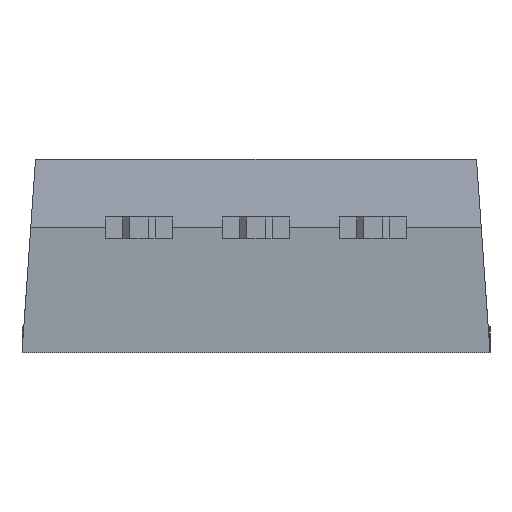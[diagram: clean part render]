
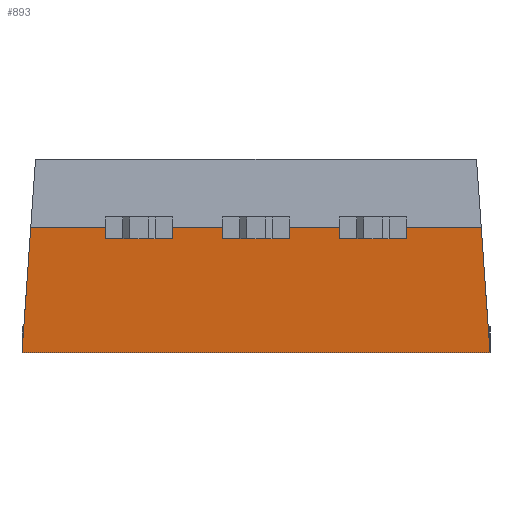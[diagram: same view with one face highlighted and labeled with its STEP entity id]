
A CAD part, front view. The second image highlights one B-rep face of the part: STEP entity #893.
In plain terms, the highlighted planar face has unit normal (0, -0.998, -0.07).
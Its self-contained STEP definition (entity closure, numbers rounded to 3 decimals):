
#3 = CARTESIAN_POINT ( 'NONE',  ( 5.08, 6.54, -2.71 ) ) ;
#205 = CARTESIAN_POINT ( 'NONE',  ( 4.89, 6.35, 0. ) ) ;
#274 = AXIS2_PLACEMENT_3D ( 'NONE', #482, #1790, #1127 ) ;
#482 = CARTESIAN_POINT ( 'NONE',  ( 5.08, 6.319, 0.442 ) ) ;
#549 = VECTOR ( 'NONE', #806, 1000. ) ;
#602 = EDGE_CURVE ( 'NONE', #1342, #955, #1857, .T. ) ;
#688 = DIRECTION ( 'NONE',  ( -0.07, -0.07, 0.995 ) ) ;
#704 = EDGE_CURVE ( 'NONE', #2108, #955, #1479, .T. ) ;
#806 = DIRECTION ( 'NONE',  ( -1., 0., 0. ) ) ;
#818 = PLANE ( 'NONE',  #274 ) ;
#848 = DIRECTION ( 'NONE',  ( -0.07, 0.07, -0.995 ) ) ;
#856 = ORIENTED_EDGE ( 'NONE', *, *, #917, .T. ) ;
#893 = ADVANCED_FACE ( 'NONE', ( #1886 ), #818, .T. ) ;
#917 = EDGE_CURVE ( 'NONE', #1164, #1342, #1409, .T. ) ;
#920 = VECTOR ( 'NONE', #688, 1000. ) ;
#925 = ORIENTED_EDGE ( 'NONE', *, *, #999, .T. ) ;
#955 = VERTEX_POINT ( 'NONE', #1660 ) ;
#999 = EDGE_CURVE ( 'NONE', #2108, #1164, #1802, .T. ) ;
#1127 = DIRECTION ( 'NONE',  ( 0., 0.07, -0.998 ) ) ;
#1164 = VERTEX_POINT ( 'NONE', #205 ) ;
#1318 = CARTESIAN_POINT ( 'NONE',  ( 4.861, 6.32, 0.427 ) ) ;
#1342 = VERTEX_POINT ( 'NONE', #2041 ) ;
#1409 = LINE ( 'NONE', #1465, #549 ) ;
#1465 = CARTESIAN_POINT ( 'NONE',  ( 5.08, 6.35, 0. ) ) ;
#1479 = LINE ( 'NONE', #1712, #1942 ) ;
#1513 = EDGE_LOOP ( 'NONE', ( #856, #1630, #1719, #925 ) ) ;
#1586 = VECTOR ( 'NONE', #848, 1000. ) ;
#1630 = ORIENTED_EDGE ( 'NONE', *, *, #602, .T. ) ;
#1660 = CARTESIAN_POINT ( 'NONE',  ( -5.08, 6.54, -2.71 ) ) ;
#1712 = CARTESIAN_POINT ( 'NONE',  ( 5.08, 6.54, -2.71 ) ) ;
#1719 = ORIENTED_EDGE ( 'NONE', *, *, #704, .F. ) ;
#1726 = DIRECTION ( 'NONE',  ( -1., 0., 0. ) ) ;
#1790 = DIRECTION ( 'NONE',  ( 0., -0.998, -0.07 ) ) ;
#1802 = LINE ( 'NONE', #1318, #920 ) ;
#1841 = CARTESIAN_POINT ( 'NONE',  ( -4.811, 6.271, 1.13 ) ) ;
#1857 = LINE ( 'NONE', #1841, #1586 ) ;
#1886 = FACE_OUTER_BOUND ( 'NONE', #1513, .T. ) ;
#1942 = VECTOR ( 'NONE', #1726, 1000. ) ;
#2041 = CARTESIAN_POINT ( 'NONE',  ( -4.89, 6.35, 0. ) ) ;
#2108 = VERTEX_POINT ( 'NONE', #3 ) ;
